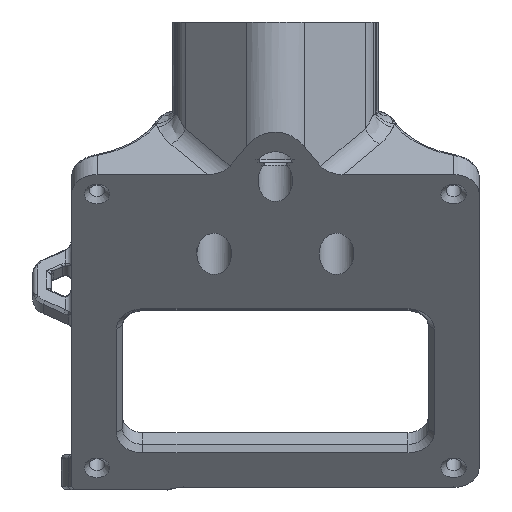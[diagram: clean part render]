
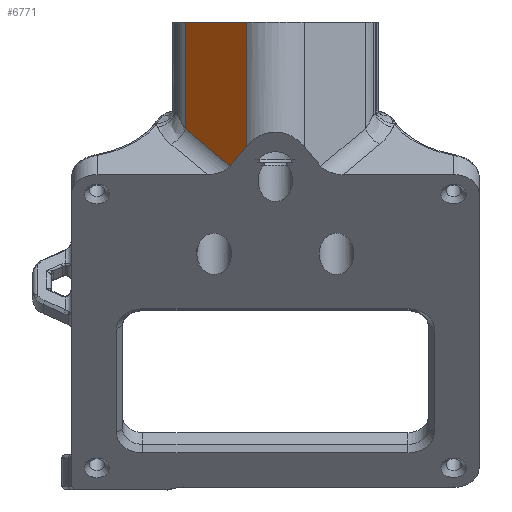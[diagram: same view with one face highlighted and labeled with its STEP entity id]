
A CAD part, top view. The second image highlights one B-rep face of the part: STEP entity #6771.
In plain terms, the highlighted planar face has unit normal (-0.707, 0, 0.707).
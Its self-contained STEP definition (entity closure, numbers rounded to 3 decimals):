
#656=PLANE('',#7231);
#793=FACE_OUTER_BOUND('',#1235,.T.);
#1235=EDGE_LOOP('',(#4716,#4717,#4718,#4719,#4720));
#1681=LINE('',#9756,#2119);
#1720=LINE('',#10469,#2158);
#1721=LINE('',#10471,#2159);
#1722=LINE('',#10473,#2160);
#1723=LINE('',#10474,#2161);
#2119=VECTOR('',#7895,10.);
#2158=VECTOR('',#8000,1000.);
#2159=VECTOR('',#8001,1000.);
#2160=VECTOR('',#8002,1000.);
#2161=VECTOR('',#8003,1000.);
#2870=VERTEX_POINT('',#9753);
#2871=VERTEX_POINT('',#9755);
#2926=VERTEX_POINT('',#10468);
#2927=VERTEX_POINT('',#10470);
#2928=VERTEX_POINT('',#10472);
#3501=EDGE_CURVE('',#2870,#2871,#1681,.T.);
#3586=EDGE_CURVE('',#2926,#2870,#1720,.T.);
#3587=EDGE_CURVE('',#2927,#2926,#1721,.T.);
#3588=EDGE_CURVE('',#2928,#2927,#1722,.T.);
#3589=EDGE_CURVE('',#2928,#2871,#1723,.T.);
#4716=ORIENTED_EDGE('',*,*,#3586,.F.);
#4717=ORIENTED_EDGE('',*,*,#3587,.F.);
#4718=ORIENTED_EDGE('',*,*,#3588,.F.);
#4719=ORIENTED_EDGE('',*,*,#3589,.T.);
#4720=ORIENTED_EDGE('',*,*,#3501,.F.);
#6771=ADVANCED_FACE('',(#793),#656,.T.);
#7231=AXIS2_PLACEMENT_3D('',#10467,#7998,#7999);
#7895=DIRECTION('',(0.707,0.,0.707));
#7998=DIRECTION('center_axis',(-0.707,0.,
0.707));
#7999=DIRECTION('ref_axis',(-0.707,0.,-0.707));
#8000=DIRECTION('',(0.,1.,0.));
#8001=DIRECTION('',(-0.608,0.51,-0.608));
#8002=DIRECTION('',(-0.541,-0.644,-0.541));
#8003=DIRECTION('',(0.,1.,0.));
#9753=CARTESIAN_POINT('',(-16.828,55.8,42.328));
#9755=CARTESIAN_POINT('',(-10.828,55.8,48.328));
#9756=CARTESIAN_POINT('',(-16.828,55.8,42.328));
#10467=CARTESIAN_POINT('Origin',(-16.828,25.796,42.328));
#10468=CARTESIAN_POINT('',(-16.828,45.344,42.328));
#10469=CARTESIAN_POINT('',(-16.828,25.796,42.328));
#10470=CARTESIAN_POINT('',(-12.446,41.666,46.711));
#10471=CARTESIAN_POINT('',(-16.387,44.973,42.77));
#10472=CARTESIAN_POINT('',(-10.828,43.594,48.328));
#10473=CARTESIAN_POINT('',(-3.325,52.536,55.832));
#10474=CARTESIAN_POINT('',(-10.828,25.796,48.328));
